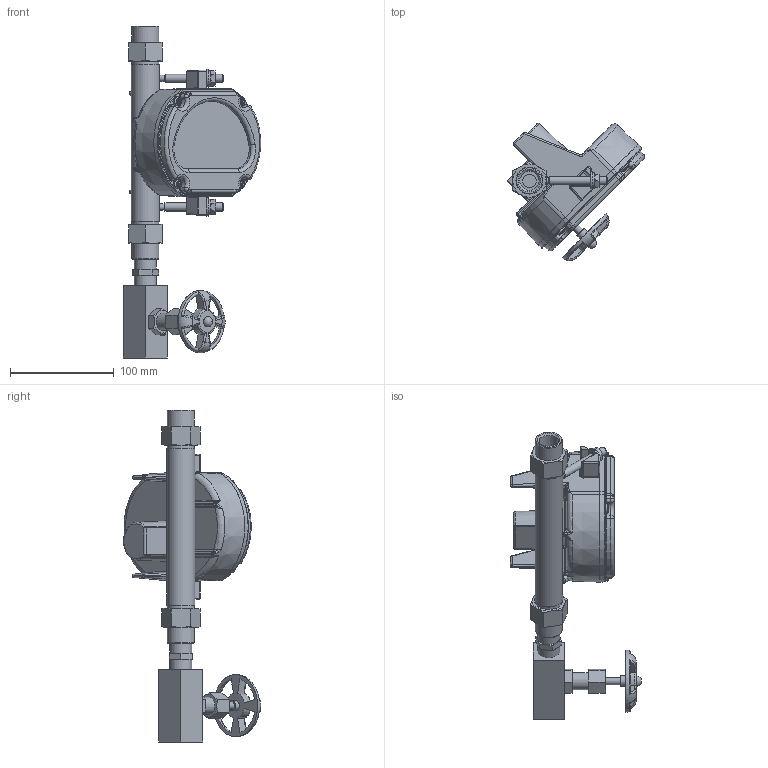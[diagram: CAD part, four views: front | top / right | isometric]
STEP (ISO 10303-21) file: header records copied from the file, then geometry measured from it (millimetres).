
FILE_DESCRIPTION(/* description */ (''),/* implementation_level */ '2;1');
FILE_NAME(/* name */ '',/* time_stamp */ '2015-02-10T10:51:42+01:00',/* author */ (''),/* organization */ (''),/* preprocessor_version */ 'ST-DEVELOPER v14',/* originating_system */ 'SIEMENS PLM Software NX 8.0',/* authorisation */ '');
FILE_SCHEMA (('CONFIG_CONTROL_DESIGN'));
Length unit declared in the file: millimetre
Products named in the file (1): 38xxg_sz8_1_2nptf_gp_vlv_inlet_stp
Bounding box: 132.23 x 132.2 x 320 mm (x, y, z)
Volume: 407478.1 mm3; surface area: 182312 mm2
Topology: 20 solids, 20 shells, 1143 faces, 2705 edges, 1578 vertices
Faces by surface type: cylinder 269, plane 266, torus 226, cone 210, bspline 133, sphere 39
Full cylindrical faces by diameter (mm): 3 x1, 4.597 x4, 4.699 x4, 6 x2, 6.858 x2, 7 x1, 7.9 x2, 8.738 x2, 9.271 x4, 10 x1, 13 x1, 16.5 x1, 17.475 x2, 18.66 x2, 20 x1, 21.34 x2, 24.5 x2, 24.6 x2, 24.917 x2, 26 x4, 27 x1, 27.1 x2, 60 x1
Entity records: 50061 total; most frequent: CARTESIAN_POINT 24987, DIRECTION 5429, ORIENTED_EDGE 5032, EDGE_CURVE 2516, AXIS2_PLACEMENT_3D 2337, VERTEX_POINT 1559, EDGE_LOOP 1321, CIRCLE 1271
